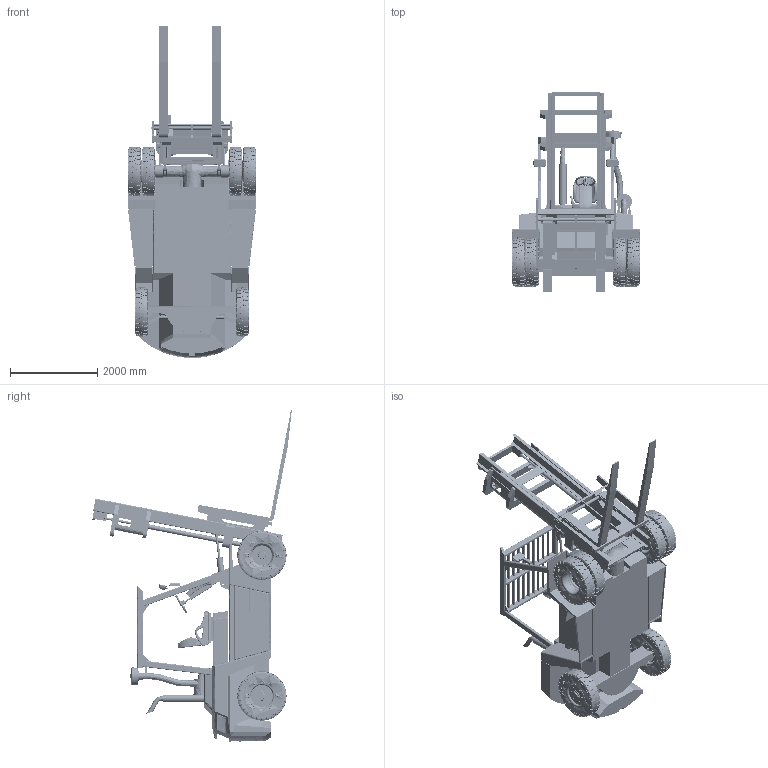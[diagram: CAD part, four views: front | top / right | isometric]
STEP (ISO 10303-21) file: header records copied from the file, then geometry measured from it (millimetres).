
FILE_DESCRIPTION(('FreeCAD Model'),'2;1');
FILE_NAME('Open CASCADE Shape Model','2025-05-04T21:37:58',('FreeCAD'),( 'FreeCAD'),'Open CASCADE STEP processor 7.6','FreeCAD','Unknown');
FILE_SCHEMA(('AUTOMOTIVE_DESIGN { 1 0 10303 214 1 1 1 1 }'));
Products named in the file (1): Open CASCADE STEP translator 7.6 1
Bounding box: 2928.68 x 4567.67 x 7597.19 mm (x, y, z)
Volume: 9809186394.1 mm3; surface area: 157735061.8 mm2
Topology: 114 solids, 114 shells, 12325 faces, 34535 edges, 22693 vertices
Faces by surface type: bspline 12325
Entity records: 546804 total; most frequent: CARTESIAN_POINT 351733, ORIENTED_EDGE 69032, EDGE_CURVE 34516, B_SPLINE_CURVE_WITH_KNOTS 24311, VERTEX_POINT 22693, FACE_BOUND 12979, EDGE_LOOP 12979, ADVANCED_FACE 12325
